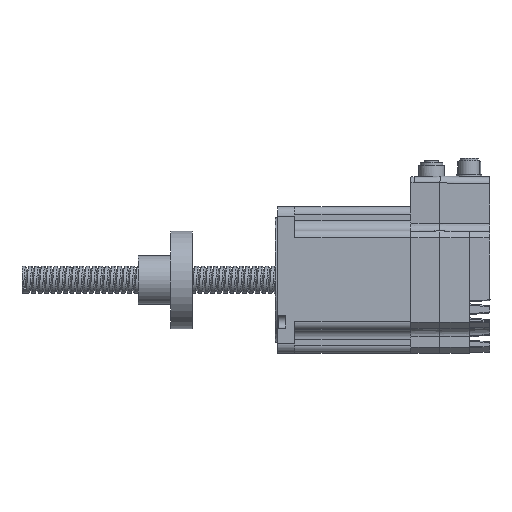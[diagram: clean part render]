
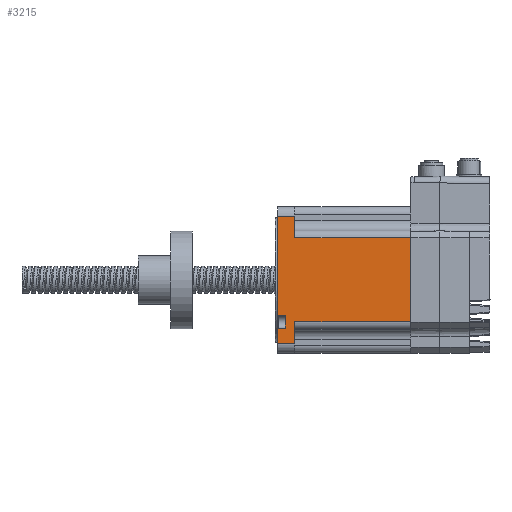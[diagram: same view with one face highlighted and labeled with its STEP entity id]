
A CAD part, left-side view. The second image highlights one B-rep face of the part: STEP entity #3215.
In plain terms, the highlighted planar face has unit normal (-1, 0, 0).
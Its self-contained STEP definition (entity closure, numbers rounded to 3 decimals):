
#3215 = ADVANCED_FACE( 'NONE', ( #6641 ), #6642, .F. );
#6641 = FACE_OUTER_BOUND( '', #22153, .T. );
#6642 = PLANE( '', #22154 );
#22153 = EDGE_LOOP( '', ( #31389, #31390, #31391, #31392, #31393, #31394, #31395, #31396, #31397, #31398, #31399, #31400, #31401, #31402 ) );
#22154 = AXIS2_PLACEMENT_3D( '', #31403, #31404, #31405 );
#31389 = ORIENTED_EDGE( '', *, *, #34769, .T. );
#31390 = ORIENTED_EDGE( '', *, *, #34586, .F. );
#31391 = ORIENTED_EDGE( '', *, *, #33767, .F. );
#31392 = ORIENTED_EDGE( '', *, *, #33329, .F. );
#31393 = ORIENTED_EDGE( '', *, *, #31845, .T. );
#31394 = ORIENTED_EDGE( '', *, *, #33402, .F. );
#31395 = ORIENTED_EDGE( '', *, *, #35131, .F. );
#31396 = ORIENTED_EDGE( '', *, *, #32295, .F. );
#31397 = ORIENTED_EDGE( '', *, *, #35419, .F. );
#31398 = ORIENTED_EDGE( '', *, *, #34130, .F. );
#31399 = ORIENTED_EDGE( '', *, *, #33737, .F. );
#31400 = ORIENTED_EDGE( '', *, *, #35243, .F. );
#31401 = ORIENTED_EDGE( '', *, *, #34451, .F. );
#31402 = ORIENTED_EDGE( '', *, *, #33405, .F. );
#31403 = CARTESIAN_POINT( '', ( -43., 10., 37.3 ) );
#31404 = DIRECTION( '', ( 1., 0., 0. ) );
#31405 = DIRECTION( '', ( 0., 1., 0. ) );
#31845 = EDGE_CURVE( 'NONE', #35551, #35556, #35558, .T. );
#32295 = EDGE_CURVE( 'NONE', #36370, #36357, #36372, .T. );
#33329 = EDGE_CURVE( 'NONE', #35551, #38104, #38105, .T. );
#33402 = EDGE_CURVE( 'NONE', #38209, #35556, #38211, .T. );
#33405 = EDGE_CURVE( 'NONE', #38214, #38216, #38217, .T. );
#33737 = EDGE_CURVE( 'NONE', #38688, #38684, #38690, .T. );
#33767 = EDGE_CURVE( 'NONE', #38104, #38729, #38730, .T. );
#34130 = EDGE_CURVE( 'NONE', #38684, #39223, #39224, .T. );
#34451 = EDGE_CURVE( 'NONE', #38216, #39683, #39684, .T. );
#34586 = EDGE_CURVE( 'NONE', #38729, #39842, #39845, .T. );
#34769 = EDGE_CURVE( 'NONE', #38214, #39842, #40067, .T. );
#35131 = EDGE_CURVE( 'NONE', #36357, #38209, #40482, .T. );
#35243 = EDGE_CURVE( 'NONE', #39683, #38688, #40598, .T. );
#35419 = EDGE_CURVE( 'NONE', #39223, #36370, #40784, .T. );
#35551 = VERTEX_POINT( 'NONE', #40932 );
#35556 = VERTEX_POINT( 'NONE', #40939 );
#35558 = LINE( '', #40942, #40943 );
#36357 = VERTEX_POINT( 'NONE', #43124 );
#36370 = VERTEX_POINT( 'NONE', #43140 );
#36372 = LINE( '', #43142, #43143 );
#38104 = VERTEX_POINT( 'NONE', #45609 );
#38105 = LINE( '', #45610, #45611 );
#38209 = VERTEX_POINT( 'NONE', #45761 );
#38211 = LINE( '', #45763, #45764 );
#38214 = VERTEX_POINT( 'NONE', #45767 );
#38216 = VERTEX_POINT( 'NONE', #45770 );
#38217 = LINE( '', #45771, #45772 );
#38684 = VERTEX_POINT( 'NONE', #46405 );
#38688 = VERTEX_POINT( 'NONE', #46410 );
#38690 = LINE( '', #46412, #46413 );
#38729 = VERTEX_POINT( 'NONE', #46466 );
#38730 = LINE( '', #46467, #46468 );
#39223 = VERTEX_POINT( 'NONE', #47133 );
#39224 = LINE( '', #47134, #47135 );
#39683 = VERTEX_POINT( 'NONE', #49223 );
#39684 = LINE( '', #49224, #49225 );
#39842 = VERTEX_POINT( 'NONE', #49438 );
#39845 = LINE( '', #49443, #49444 );
#40067 = LINE( '', #49740, #49741 );
#40482 = LINE( '', #51752, #51753 );
#40598 = LINE( '', #51893, #51894 );
#40784 = LINE( '', #52113, #52114 );
#40932 = CARTESIAN_POINT( '', ( -43., 9.8, -28.284 ) );
#40939 = CARTESIAN_POINT( '', ( -43., 10., -28.484 ) );
#40942 = CARTESIAN_POINT( '', ( -43., 9.8, -28.284 ) );
#40943 = VECTOR( '', #52243, 1000. );
#43124 = CARTESIAN_POINT( '', ( -43., 0., -37.3 ) );
#43140 = CARTESIAN_POINT( '', ( -43., 0., -24.65 ) );
#43142 = CARTESIAN_POINT( '', ( -43., 0., 37.3 ) );
#43143 = VECTOR( '', #52798, 1000. );
#45609 = CARTESIAN_POINT( '', ( -43., 5.5, -28.284 ) );
#45610 = CARTESIAN_POINT( '', ( -43., 10., -28.284 ) );
#45611 = VECTOR( '', #54340, 1000. );
#45761 = CARTESIAN_POINT( '', ( -43., 10., -37.3 ) );
#45763 = CARTESIAN_POINT( '', ( -43., 10., 37.3 ) );
#45764 = VECTOR( '', #54438, 1000. );
#45767 = CARTESIAN_POINT( '', ( -43., 10., -20.584 ) );
#45770 = CARTESIAN_POINT( '', ( -43., 10., 37.3 ) );
#45771 = CARTESIAN_POINT( '', ( -43., 10., 37.3 ) );
#45772 = VECTOR( '', #54443, 1000. );
#46405 = CARTESIAN_POINT( '', ( -43., -68., 24.65 ) );
#46410 = CARTESIAN_POINT( '', ( -43., 0., 24.65 ) );
#46412 = CARTESIAN_POINT( '', ( -43., 10., 24.65 ) );
#46413 = VECTOR( '', #54901, 1000. );
#46466 = CARTESIAN_POINT( '', ( -43., 5.5, -20.784 ) );
#46467 = CARTESIAN_POINT( '', ( -43., 5.5, 37.3 ) );
#46468 = VECTOR( '', #54935, 1000. );
#47133 = CARTESIAN_POINT( '', ( -43., -68., -24.65 ) );
#47134 = CARTESIAN_POINT( '', ( -43., -68., -24.65 ) );
#47135 = VECTOR( '', #55397, 1000. );
#49223 = CARTESIAN_POINT( '', ( -43., 0., 37.3 ) );
#49224 = CARTESIAN_POINT( '', ( -43., 10., 37.3 ) );
#49225 = VECTOR( '', #55668, 1000. );
#49438 = CARTESIAN_POINT( '', ( -43., 9.8, -20.784 ) );
#49443 = CARTESIAN_POINT( '', ( -43., 10., -20.784 ) );
#49444 = VECTOR( '', #55813, 1000. );
#49740 = CARTESIAN_POINT( '', ( -43., 9.8, -20.784 ) );
#49741 = VECTOR( '', #56012, 1000. );
#51752 = CARTESIAN_POINT( '', ( -43., 10., -37.3 ) );
#51753 = VECTOR( '', #56319, 1000. );
#51893 = CARTESIAN_POINT( '', ( -43., 0., 37.3 ) );
#51894 = VECTOR( '', #56415, 1000. );
#52113 = CARTESIAN_POINT( '', ( -43., -68., -24.65 ) );
#52114 = VECTOR( '', #56522, 1000. );
#52243 = DIRECTION( '', ( 0., 0.707, -0.707 ) );
#52798 = DIRECTION( '', ( 0., 0., -1. ) );
#54340 = DIRECTION( '', ( 0., -1., 0. ) );
#54438 = DIRECTION( '', ( 0., 0., 1. ) );
#54443 = DIRECTION( '', ( 0., 0., 1. ) );
#54901 = DIRECTION( '', ( 0., -1., 0. ) );
#54935 = DIRECTION( '', ( 0., 0., 1. ) );
#55397 = DIRECTION( '', ( 0., 0., -1. ) );
#55668 = DIRECTION( '', ( 0., -1., 0. ) );
#55813 = DIRECTION( '', ( 0., 1., 0. ) );
#56012 = DIRECTION( '', ( 0., -0.707, -0.707 ) );
#56319 = DIRECTION( '', ( 0., 1., 0. ) );
#56415 = DIRECTION( '', ( 0., 0., -1. ) );
#56522 = DIRECTION( '', ( 0., 1., 0. ) );
